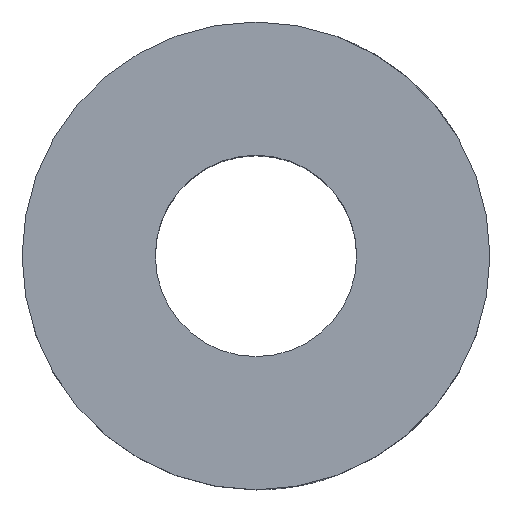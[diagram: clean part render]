
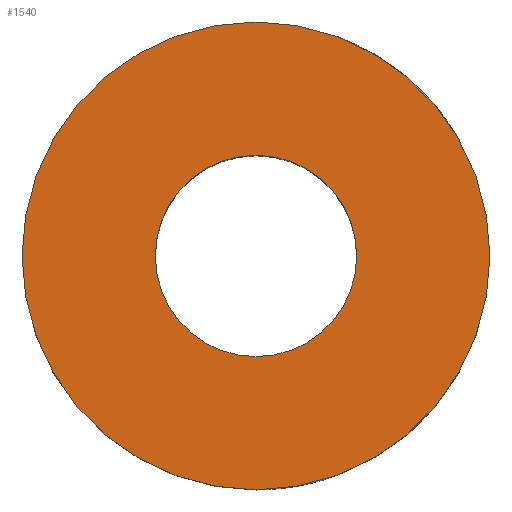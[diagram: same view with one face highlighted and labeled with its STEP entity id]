
A CAD part, top view. The second image highlights one B-rep face of the part: STEP entity #1540.
In plain terms, the highlighted planar face has unit normal (0, 0, 1).
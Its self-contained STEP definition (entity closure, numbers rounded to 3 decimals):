
#19 = EDGE_CURVE ( 'NONE', #1319, #1506, #234, .T. ) ;
#26 = EDGE_LOOP ( 'NONE', ( #1491, #1509 ) ) ;
#32 = CIRCLE ( 'NONE', #33, 29.5 ) ;
#33 = AXIS2_PLACEMENT_3D ( 'NONE', #34, #35, #36 ) ;
#34 = CARTESIAN_POINT ( 'NONE',  ( 0., 0., 0. ) ) ;
#35 = DIRECTION ( 'NONE',  ( 0., 0., 1. ) ) ;
#36 = DIRECTION ( 'NONE',  ( 0., -1., 0. ) ) ;
#153 = CIRCLE ( 'NONE', #154, 12.7 ) ;
#154 = AXIS2_PLACEMENT_3D ( 'NONE', #155, #156, #157 ) ;
#155 = CARTESIAN_POINT ( 'NONE',  ( 0., 0., 0. ) ) ;
#156 = DIRECTION ( 'NONE',  ( 0., 0., 1. ) ) ;
#157 = DIRECTION ( 'NONE',  ( 0., -1., 0. ) ) ;
#234 = CIRCLE ( 'NONE', #235, 12.7 ) ;
#235 = AXIS2_PLACEMENT_3D ( 'NONE', #236, #237, #238 ) ;
#236 = CARTESIAN_POINT ( 'NONE',  ( 0., 0., 0. ) ) ;
#237 = DIRECTION ( 'NONE',  ( 0., 0., 1. ) ) ;
#238 = DIRECTION ( 'NONE',  ( 0., -1., 0. ) ) ;
#427 = CARTESIAN_POINT ( 'NONE',  ( 0., -12.7, 0. ) ) ;
#448 = CIRCLE ( 'NONE', #449, 29.5 ) ;
#449 = AXIS2_PLACEMENT_3D ( 'NONE', #450, #451, #452 ) ;
#450 = CARTESIAN_POINT ( 'NONE',  ( 0., 0., 0. ) ) ;
#451 = DIRECTION ( 'NONE',  ( 0., 0., 1. ) ) ;
#452 = DIRECTION ( 'NONE',  ( 0., -1., 0. ) ) ;
#624 = CARTESIAN_POINT ( 'NONE',  ( 0., -29.5, 0. ) ) ;
#632 = FACE_BOUND ( 'NONE', #26, .T. ) ;
#633 = FACE_OUTER_BOUND ( 'NONE', #1131, .T. ) ;
#634 = PLANE ( 'NONE',  #635 ) ;
#635 = AXIS2_PLACEMENT_3D ( 'NONE', #636, #637, #638 ) ;
#636 = CARTESIAN_POINT ( 'NONE',  ( 0., 29.5, 0. ) ) ;
#637 = DIRECTION ( 'NONE',  ( 0., 0., -1. ) ) ;
#638 = DIRECTION ( 'NONE',  ( 0., 1., 0. ) ) ;
#709 = CARTESIAN_POINT ( 'NONE',  ( 0., 12.7, 0. ) ) ;
#746 = CARTESIAN_POINT ( 'NONE',  ( 0., 29.5, 0. ) ) ;
#1131 = EDGE_LOOP ( 'NONE', ( #1454, #1483 ) ) ;
#1319 = VERTEX_POINT ( 'NONE', #709 ) ;
#1336 = EDGE_CURVE ( 'NONE', #1435, #1536, #32, .T. ) ;
#1435 = VERTEX_POINT ( 'NONE', #746 ) ;
#1454 = ORIENTED_EDGE ( 'NONE', *, *, #1510, .T. ) ;
#1483 = ORIENTED_EDGE ( 'NONE', *, *, #1336, .T. ) ;
#1491 = ORIENTED_EDGE ( 'NONE', *, *, #1581, .F. ) ;
#1506 = VERTEX_POINT ( 'NONE', #427 ) ;
#1509 = ORIENTED_EDGE ( 'NONE', *, *, #19, .F. ) ;
#1510 = EDGE_CURVE ( 'NONE', #1536, #1435, #448, .T. ) ;
#1536 = VERTEX_POINT ( 'NONE', #624 ) ;
#1540 = ADVANCED_FACE ( 'NONE', ( #632, #633 ), #634, .F. ) ;
#1581 = EDGE_CURVE ( 'NONE', #1506, #1319, #153, .T. ) ;
